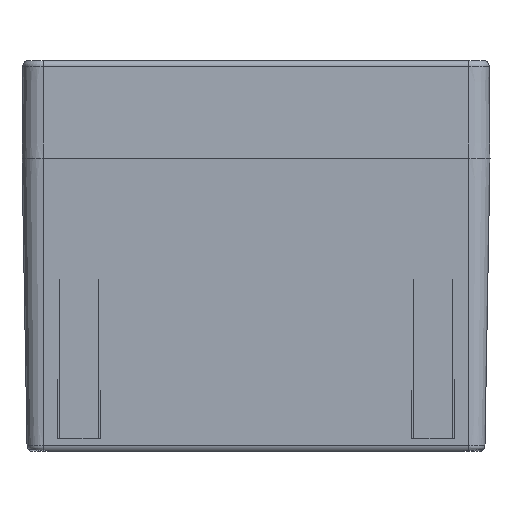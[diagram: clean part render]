
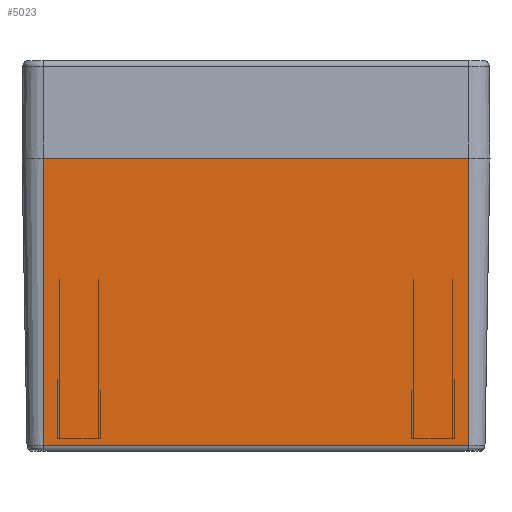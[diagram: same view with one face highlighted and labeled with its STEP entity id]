
A CAD part, left-side view. The second image highlights one B-rep face of the part: STEP entity #5023.
In plain terms, the highlighted planar face has unit normal (-1, 0, -0.018).
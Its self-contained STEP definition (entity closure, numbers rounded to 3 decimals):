
#2160=CARTESIAN_POINT('',(-118.713,-54.5,-73.726));
#2161=VERTEX_POINT('',#2160);
#2169=CARTESIAN_POINT('',(-118.713,54.5,-73.726));
#2170=VERTEX_POINT('',#2169);
#2171=CARTESIAN_POINT('',(-118.713,-54.5,-73.726));
#2172=DIRECTION('',(0.0,1.0,0.0));
#2173=VECTOR('',#2172,109.);
#2174=LINE('',#2171,#2173);
#2175=EDGE_CURVE('',#2161,#2170,#2174,.T.);
#4993=CARTESIAN_POINT('',(-120.,54.5,0.0));
#4994=DIRECTION('',(-1.,0.0,-0.017));
#4995=DIRECTION('',(0.0,1.0,0.0));
#4996=AXIS2_PLACEMENT_3D('',#4993,#4994,#4995);
#4997=PLANE('',#4996);
#4998=ORIENTED_EDGE('',*,*,#2175,.F.);
#4999=CARTESIAN_POINT('',(-120.,-54.5,0.0));
#5000=VERTEX_POINT('',#4999);
#5001=CARTESIAN_POINT('',(-120.,-54.5,0.0));
#5002=DIRECTION('',(0.017,0.0,-1.));
#5003=VECTOR('',#5002,73.737);
#5004=LINE('',#5001,#5003);
#5005=EDGE_CURVE('',#5000,#2161,#5004,.T.);
#5006=ORIENTED_EDGE('',*,*,#5005,.F.);
#5007=CARTESIAN_POINT('',(-120.,54.5,0.0));
#5008=VERTEX_POINT('',#5007);
#5009=CARTESIAN_POINT('',(-120.,-54.5,0.0));
#5010=DIRECTION('',(0.0,1.0,0.0));
#5011=VECTOR('',#5010,109.);
#5012=LINE('',#5009,#5011);
#5013=EDGE_CURVE('',#5000,#5008,#5012,.T.);
#5014=ORIENTED_EDGE('',*,*,#5013,.T.);
#5015=CARTESIAN_POINT('',(-120.,54.5,0.0));
#5016=DIRECTION('',(0.017,0.0,-1.));
#5017=VECTOR('',#5016,73.737);
#5018=LINE('',#5015,#5017);
#5019=EDGE_CURVE('',#5008,#2170,#5018,.T.);
#5020=ORIENTED_EDGE('',*,*,#5019,.T.);
#5021=EDGE_LOOP('',(#4998,#5006,#5014,#5020));
#5022=FACE_OUTER_BOUND('',#5021,.T.);
#5023=ADVANCED_FACE('',(#5022),#4997,.T.);
